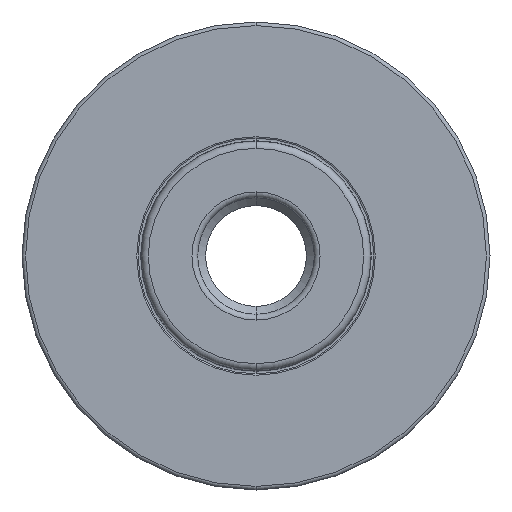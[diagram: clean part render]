
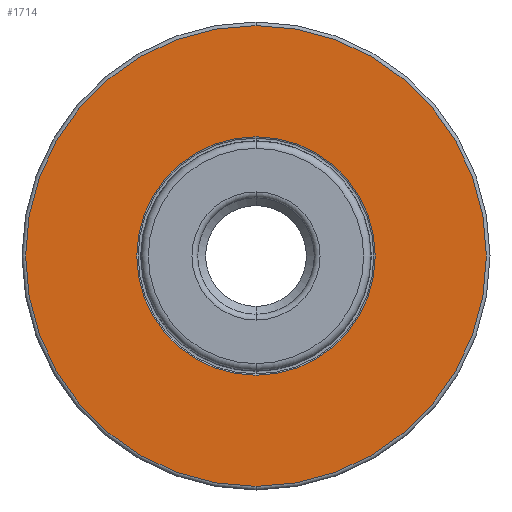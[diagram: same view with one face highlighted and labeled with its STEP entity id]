
A CAD part, front view. The second image highlights one B-rep face of the part: STEP entity #1714.
In plain terms, the highlighted planar face has unit normal (0, -1, 0).
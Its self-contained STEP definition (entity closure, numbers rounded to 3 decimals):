
#53 = CARTESIAN_POINT ( 'NONE',  ( 16.563, 24.8, 0. ) ) ;
#69 = AXIS2_PLACEMENT_3D ( 'NONE', #2002, #590, #1351 ) ;
#150 = VERTEX_POINT ( 'NONE', #1635 ) ;
#230 = AXIS2_PLACEMENT_3D ( 'NONE', #1567, #439, #1401 ) ;
#256 = EDGE_CURVE ( 'NONE', #470, #1841, #339, .T. ) ;
#312 = CIRCLE ( 'NONE', #69, 16.563 ) ;
#339 = CIRCLE ( 'NONE', #230, 32. ) ;
#400 = AXIS2_PLACEMENT_3D ( 'NONE', #742, #1092, #1077 ) ;
#408 = CARTESIAN_POINT ( 'NONE',  ( 0., 24.8, -16.563 ) ) ;
#416 = CARTESIAN_POINT ( 'NONE',  ( 0., 24.8, -32. ) ) ;
#439 = DIRECTION ( 'NONE',  ( 0., 1., 0. ) ) ;
#442 = ORIENTED_EDGE ( 'NONE', *, *, #529, .T. ) ;
#466 = VERTEX_POINT ( 'NONE', #408 ) ;
#470 = VERTEX_POINT ( 'NONE', #416 ) ;
#529 = EDGE_CURVE ( 'NONE', #150, #466, #1853, .T. ) ;
#590 = DIRECTION ( 'NONE',  ( 0., 1., 0. ) ) ;
#624 = ORIENTED_EDGE ( 'NONE', *, *, #1729, .F. ) ;
#635 = CIRCLE ( 'NONE', #1546, 32. ) ;
#677 = FACE_OUTER_BOUND ( 'NONE', #826, .T. ) ;
#694 = DIRECTION ( 'NONE',  ( 0., 0., 1. ) ) ;
#740 = DIRECTION ( 'NONE',  ( 0., 1., 0. ) ) ;
#742 = CARTESIAN_POINT ( 'NONE',  ( 0., 24.8, 0. ) ) ;
#826 = EDGE_LOOP ( 'NONE', ( #624, #1707 ) ) ;
#1077 = DIRECTION ( 'NONE',  ( 0., 0., 1. ) ) ;
#1092 = DIRECTION ( 'NONE',  ( 0., 1., 0. ) ) ;
#1140 = EDGE_LOOP ( 'NONE', ( #1514, #442 ) ) ;
#1169 = DIRECTION ( 'NONE',  ( 0., 1., 0. ) ) ;
#1236 = FACE_BOUND ( 'NONE', #1140, .T. ) ;
#1260 = EDGE_CURVE ( 'NONE', #466, #150, #312, .T. ) ;
#1311 = AXIS2_PLACEMENT_3D ( 'NONE', #53, #740, #1800 ) ;
#1351 = DIRECTION ( 'NONE',  ( 0., 0., 1. ) ) ;
#1387 = PLANE ( 'NONE',  #1311 ) ;
#1401 = DIRECTION ( 'NONE',  ( 0., 0., 1. ) ) ;
#1514 = ORIENTED_EDGE ( 'NONE', *, *, #1260, .T. ) ;
#1546 = AXIS2_PLACEMENT_3D ( 'NONE', #1957, #1169, #694 ) ;
#1567 = CARTESIAN_POINT ( 'NONE',  ( 0., 24.8, 0. ) ) ;
#1635 = CARTESIAN_POINT ( 'NONE',  ( 0., 24.8, 16.563 ) ) ;
#1707 = ORIENTED_EDGE ( 'NONE', *, *, #256, .F. ) ;
#1714 = ADVANCED_FACE ( 'NONE', ( #677, #1236 ), #1387, .F. ) ;
#1729 = EDGE_CURVE ( 'NONE', #1841, #470, #635, .T. ) ;
#1800 = DIRECTION ( 'NONE',  ( 0., 0., 1. ) ) ;
#1841 = VERTEX_POINT ( 'NONE', #2031 ) ;
#1853 = CIRCLE ( 'NONE', #400, 16.563 ) ;
#1957 = CARTESIAN_POINT ( 'NONE',  ( 0., 24.8, 0. ) ) ;
#2002 = CARTESIAN_POINT ( 'NONE',  ( 0., 24.8, 0. ) ) ;
#2031 = CARTESIAN_POINT ( 'NONE',  ( 0., 24.8, 32. ) ) ;
